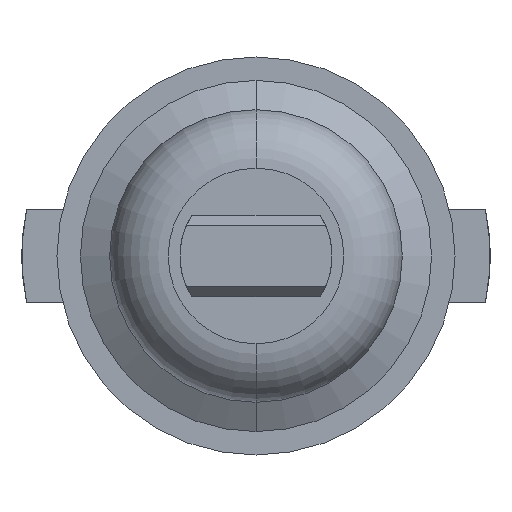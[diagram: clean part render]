
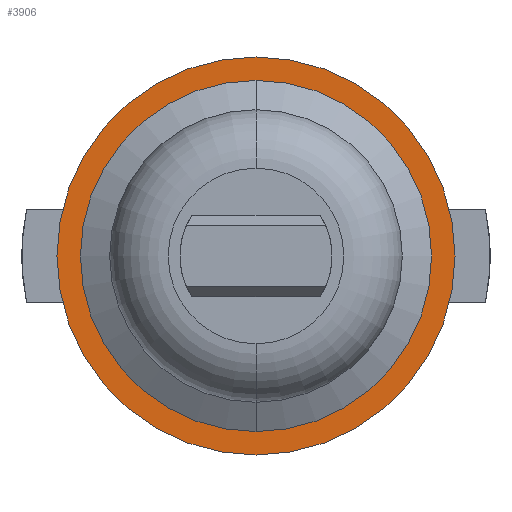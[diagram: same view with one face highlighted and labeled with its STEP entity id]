
A CAD part, front view. The second image highlights one B-rep face of the part: STEP entity #3906.
In plain terms, the highlighted planar face has unit normal (0, -1, 0).
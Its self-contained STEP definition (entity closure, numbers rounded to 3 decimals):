
#29 = AXIS2_PLACEMENT_3D ( 'NONE', #987, #632, #1773 ) ;
#44 = CIRCLE ( 'NONE', #29, 1.385 ) ;
#92 = AXIS2_PLACEMENT_3D ( 'NONE', #3218, #2422, #2101 ) ;
#144 = ORIENTED_EDGE ( 'NONE', *, *, #4528, .T. ) ;
#224 = PLANE ( 'NONE',  #4348 ) ;
#343 = DIRECTION ( 'NONE',  ( 0., 1., 0. ) ) ;
#632 = DIRECTION ( 'NONE',  ( 0., 1., 0. ) ) ;
#676 = ORIENTED_EDGE ( 'NONE', *, *, #3826, .T. ) ;
#753 = AXIS2_PLACEMENT_3D ( 'NONE', #3595, #3932, #3960 ) ;
#987 = CARTESIAN_POINT ( 'NONE',  ( 0., 16., 0. ) ) ;
#1317 = AXIS2_PLACEMENT_3D ( 'NONE', #2923, #343, #3685 ) ;
#1600 = ORIENTED_EDGE ( 'NONE', *, *, #4362, .T. ) ;
#1623 = VERTEX_POINT ( 'NONE', #2706 ) ;
#1708 = DIRECTION ( 'NONE',  ( 0., -1., 0. ) ) ;
#1773 = DIRECTION ( 'NONE',  ( 0., 0., -1. ) ) ;
#1863 = CIRCLE ( 'NONE', #92, 1.7 ) ;
#1868 = EDGE_LOOP ( 'NONE', ( #144, #1600 ) ) ;
#1951 = CIRCLE ( 'NONE', #1317, 1.385 ) ;
#2101 = DIRECTION ( 'NONE',  ( 0., 0., -1. ) ) ;
#2102 = EDGE_CURVE ( 'Defeature ausgef�hrt3_17+Defeature ausgef�hrt3_23+Defeature ausgef�hrt3_23+Defeature ausgef�hrt3_23', #4285, #3491, #1951, .T. ) ;
#2326 = CARTESIAN_POINT ( 'NONE',  ( 0., 16., -1.385 ) ) ;
#2422 = DIRECTION ( 'NONE',  ( 0., -1., 0. ) ) ;
#2706 = CARTESIAN_POINT ( 'NONE',  ( 0., 16., 1.7 ) ) ;
#2863 = CARTESIAN_POINT ( 'NONE',  ( 0., 16., -1.7 ) ) ;
#2923 = CARTESIAN_POINT ( 'NONE',  ( 0., 16., 0. ) ) ;
#3105 = EDGE_LOOP ( 'NONE', ( #4454, #676 ) ) ;
#3218 = CARTESIAN_POINT ( 'NONE',  ( 0., 16., 0. ) ) ;
#3491 = VERTEX_POINT ( 'NONE', #4441 ) ;
#3543 = FACE_BOUND ( 'NONE', #3105, .T. ) ;
#3595 = CARTESIAN_POINT ( 'NONE',  ( 0., 16., 0. ) ) ;
#3644 = CIRCLE ( 'NONE', #753, 1.7 ) ;
#3685 = DIRECTION ( 'NONE',  ( 0., 0., -1. ) ) ;
#3826 = EDGE_CURVE ( 'Defeature ausgef�hrt3_17+Defeature ausgef�hrt3_23+Defeature ausgef�hrt3_23+Defeature ausgef�hrt3_23', #3491, #4285, #44, .T. ) ;
#3868 = VERTEX_POINT ( 'NONE', #2863 ) ;
#3906 = ADVANCED_FACE ( 'Defeature ausgef�hrt3_17', ( #3543, #4165 ), #224, .T. ) ;
#3932 = DIRECTION ( 'NONE',  ( 0., -1., 0. ) ) ;
#3960 = DIRECTION ( 'NONE',  ( 0., 0., -1. ) ) ;
#3990 = DIRECTION ( 'NONE',  ( 0., 0., -1. ) ) ;
#4005 = CARTESIAN_POINT ( 'NONE',  ( 1.285, 16., 0. ) ) ;
#4165 = FACE_OUTER_BOUND ( 'NONE', #1868, .T. ) ;
#4285 = VERTEX_POINT ( 'NONE', #2326 ) ;
#4348 = AXIS2_PLACEMENT_3D ( 'NONE', #4005, #1708, #3990 ) ;
#4362 = EDGE_CURVE ( 'Defeature ausgef�hrt3_17+Defeature ausgef�hrt3_18+Defeature ausgef�hrt3_18+Defeature ausgef�hrt3_18', #1623, #3868, #3644, .T. ) ;
#4441 = CARTESIAN_POINT ( 'NONE',  ( 0., 16., 1.385 ) ) ;
#4454 = ORIENTED_EDGE ( 'NONE', *, *, #2102, .T. ) ;
#4528 = EDGE_CURVE ( 'Defeature ausgef�hrt3_17+Defeature ausgef�hrt3_18+Defeature ausgef�hrt3_18+Defeature ausgef�hrt3_18', #3868, #1623, #1863, .T. ) ;
